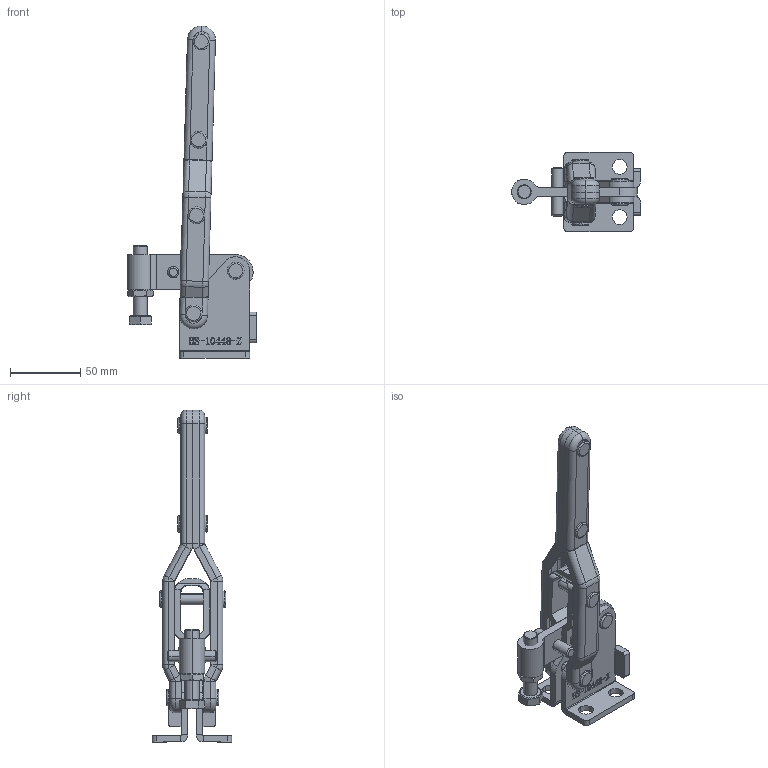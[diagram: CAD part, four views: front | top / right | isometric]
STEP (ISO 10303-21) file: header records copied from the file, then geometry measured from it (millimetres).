
FILE_DESCRIPTION (( 'STEP AP203' ), '1' );
FILE_NAME ('HS-10448-Z .STEP', '2019-10-14T11:08:17', ( '微软用户' ), ( '微软中国' ), 'SwSTEP 2.0', 'SolidWorks 2012', '' );
FILE_SCHEMA (( 'CONFIG_CONTROL_DESIGN' ));
Length unit declared in the file: millimetre
Products named in the file (11): 楊擘菁釱; 傻种; 蟀裝; 忒梟; 种; 种1; 揤參; 酗种; hex thin nuts-grades ab-chamfered gb_GB_FASTENER_NUT_STNAB M10-N; hexagon head bolts-full thread gb_GB_FASTENER_BOLT_STBAB A M10X50-N; HS-10448-Z  
Assembly tree (13 placements, depth 2):
  HS-10448-Z  
    楊擘菁釱
    傻种  x2
    蟀裝
    忒梟  x2
    种
    种1  x2
    揤參
    酗种
    hex thin nuts-grades ab-chamfered gb_GB_FASTENER_NUT_STNAB M10-N
    hexagon head bolts-full thread gb_GB_FASTENER_BOLT_STBAB A M10X50-N
Bounding box: 92.24 x 56.6 x 236.72 mm (x, y, z)
Volume: 115124.5 mm3; surface area: 70205.6 mm2
Topology: 14 solids, 14 shells, 859 faces, 2149 edges, 1362 vertices
Faces by surface type: plane 430, cylinder 216, bspline 123, torus 68, cone 22
Entity records: 29330 total; most frequent: CARTESIAN_POINT 11111, ORIENTED_EDGE 3694, DIRECTION 3173, EDGE_CURVE 1847, VERTEX_POINT 1188, LINE 1169, VECTOR 1169, AXIS2_PLACEMENT_3D 1002
